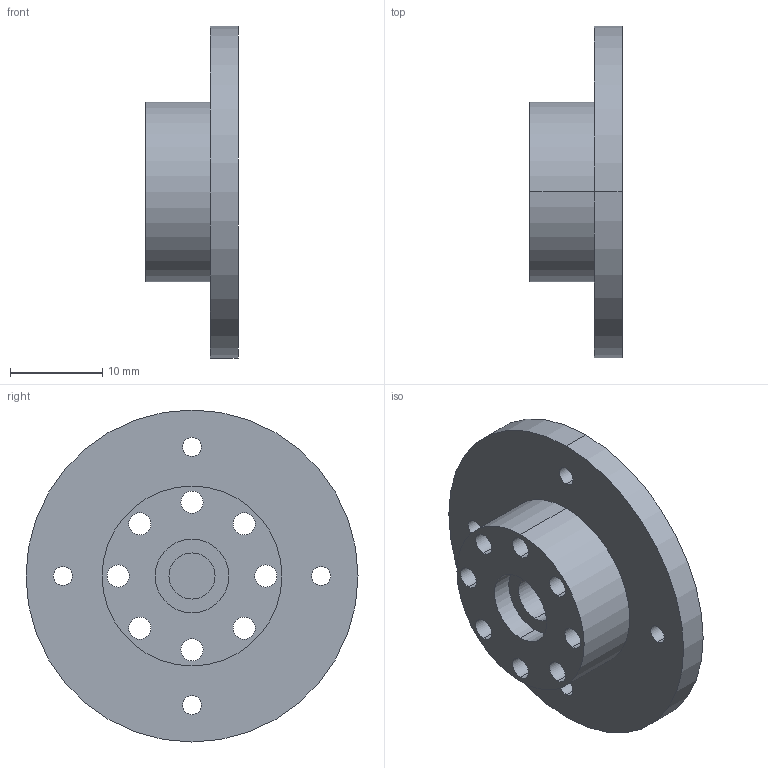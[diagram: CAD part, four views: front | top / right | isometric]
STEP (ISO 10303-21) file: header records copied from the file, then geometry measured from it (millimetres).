
FILE_DESCRIPTION (( 'STEP AP203' ), '1' );
FILE_NAME ('joint2_stator_ver2.STEP', '2021-11-11T02:53:48', ( '' ), ( '' ), 'SwSTEP 2.0', 'SolidWorks 2019', '' );
FILE_SCHEMA (( 'CONFIG_CONTROL_DESIGN' ));
Length unit declared in the file: millimetre
Products named in the file (1): joint2_stator_ver2
Bounding box: 10 x 36 x 36 mm (x, y, z)
Volume: 4391.1 mm3; surface area: 3593.5 mm2
Topology: 1 solids, 1 shells, 61 faces, 144 edges, 96 vertices
Faces by surface type: cylinder 48, plane 13
Entity records: 1939 total; most frequent: DIRECTION 364, CARTESIAN_POINT 302, ORIENTED_EDGE 288, AXIS2_PLACEMENT_3D 158, EDGE_CURVE 144, VERTEX_POINT 96, CIRCLE 96, EDGE_LOOP 96
